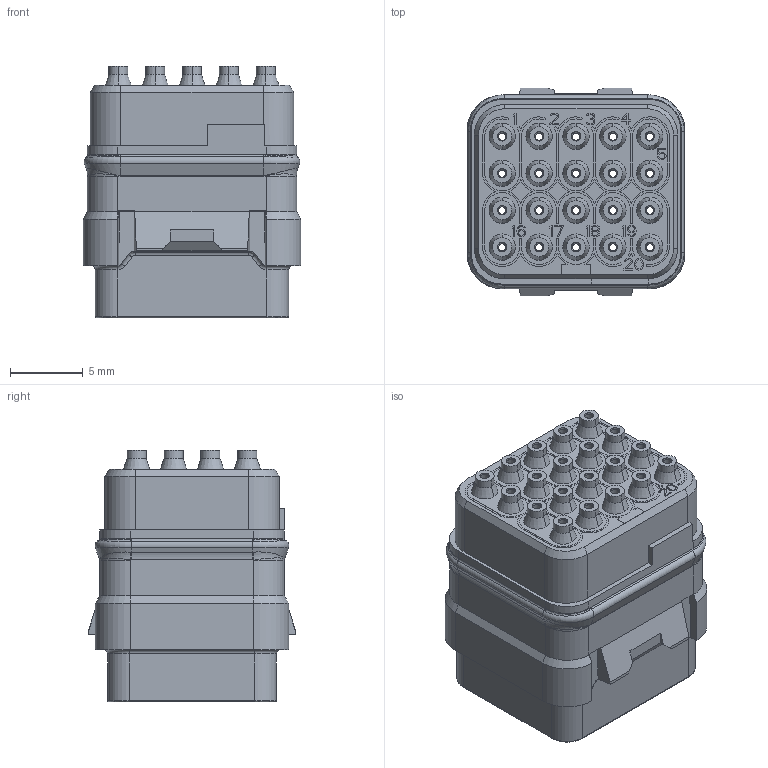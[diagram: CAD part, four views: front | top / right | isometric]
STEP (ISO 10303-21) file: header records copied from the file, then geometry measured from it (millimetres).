
FILE_DESCRIPTION((''),'2;1');
FILE_NAME('SIMEZ2B22PD','2020-01-07T',('presta_be4'),(''),'CREO PARAMETRIC BY PTC INC, 2018360','CREO PARAMETRIC BY PTC INC, 2018360','');
FILE_SCHEMA(('CONFIG_CONTROL_DESIGN'));
Products named in the file (1): SIMEZ2B22PD
Bounding box: 15 x 14.3 x 17.34 mm (x, y, z)
Volume: 1696.6 mm3; surface area: 3420.6 mm2
Topology: 1 solids, 1 shells, 3392 faces, 8449 edges, 5224 vertices
Faces by surface type: plane 1619, cylinder 889, torus 496, cone 348, bspline 40
Entity records: 102758 total; most frequent: CARTESIAN_POINT 19791, DIRECTION 18098, ORIENTED_EDGE 16898, EDGE_CURVE 8449, AXIS2_PLACEMENT_3D 6433, VECTOR 5232, LINE 5232, VERTEX_POINT 5224
